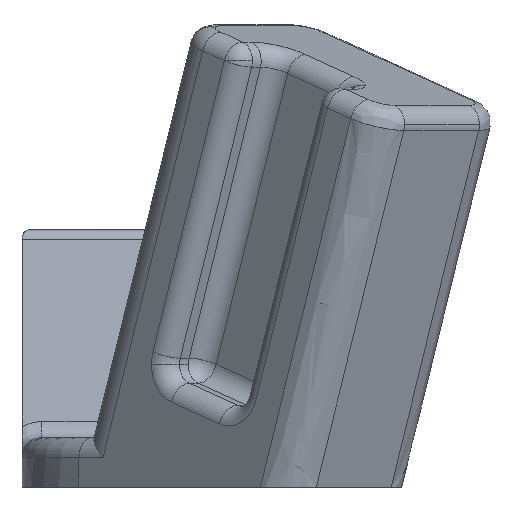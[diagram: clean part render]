
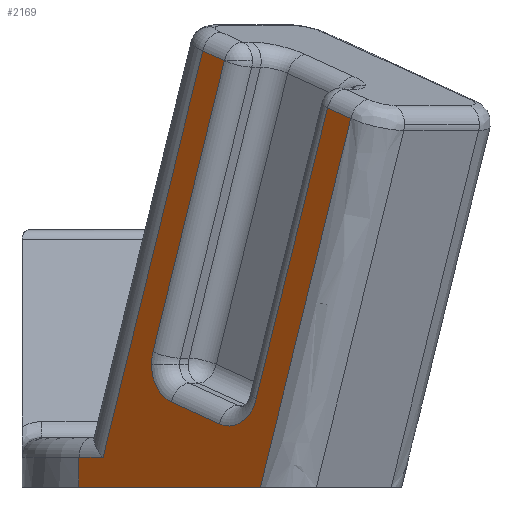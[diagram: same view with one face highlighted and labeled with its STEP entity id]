
A CAD part, left-side view. The second image highlights one B-rep face of the part: STEP entity #2169.
In plain terms, the highlighted planar face has unit normal (-0.733, 0.68, 0).
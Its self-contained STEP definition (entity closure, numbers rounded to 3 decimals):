
#20 = ORIENTED_EDGE ( 'NONE', *, *, #898, .F. ) ;
#54 = ORIENTED_EDGE ( 'NONE', *, *, #2264, .T. ) ;
#78 = EDGE_CURVE ( 'NONE', #675, #1913, #1002, .T. ) ;
#115 = DIRECTION ( 'NONE',  ( 0.733, -0.68, 0. ) ) ;
#123 = ORIENTED_EDGE ( 'NONE', *, *, #2439, .F. ) ;
#136 = CARTESIAN_POINT ( 'NONE',  ( -62.189, -20.665, 39.137 ) ) ;
#145 = DIRECTION ( 'NONE',  ( 0., 0., -1. ) ) ;
#253 = ORIENTED_EDGE ( 'NONE', *, *, #1863, .T. ) ;
#298 = LINE ( 'NONE', #739, #1302 ) ;
#301 = CARTESIAN_POINT ( 'NONE',  ( -43.078, -0.084, 12.397 ) ) ;
#306 = EDGE_LOOP ( 'NONE', ( #253, #1439, #1260, #1386, #123, #54, #2671, #2151, #2765, #1653, #20, #344, #1846 ) ) ;
#317 = EDGE_CURVE ( 'NONE', #2596, #556, #1941, .T. ) ;
#344 = ORIENTED_EDGE ( 'NONE', *, *, #2703, .T. ) ;
#380 = EDGE_CURVE ( 'NONE', #2721, #1172, #1678, .T. ) ;
#381 = VECTOR ( 'NONE', #2011, 1000. ) ;
#389 = DIRECTION ( 'NONE',  ( 0.216, 0.233, -0.948 ) ) ;
#459 = CARTESIAN_POINT ( 'NONE',  ( -49.453, -6.949, 6.383 ) ) ;
#515 = DIRECTION ( 'NONE',  ( 0.645, 0.695, 0.317 ) ) ;
#555 = VERTEX_POINT ( 'NONE', #2887 ) ;
#556 = VERTEX_POINT ( 'NONE', #1138 ) ;
#646 = CARTESIAN_POINT ( 'NONE',  ( -47.879, -5.254, 44.064 ) ) ;
#654 = VECTOR ( 'NONE', #1399, 1000. ) ;
#673 = CARTESIAN_POINT ( 'NONE',  ( -48.311, -5.719, 45.961 ) ) ;
#675 = VERTEX_POINT ( 'NONE', #2835 ) ;
#706 = AXIS2_PLACEMENT_3D ( 'NONE', #1051, #115, #869 ) ;
#735 = LINE ( 'NONE', #2505, #654 ) ;
#739 = CARTESIAN_POINT ( 'NONE',  ( -47.879, -5.254, 44.064 ) ) ;
#824 = DIRECTION ( 'NONE',  ( 0.68, 0.733, 0. ) ) ;
#850 = DIRECTION ( 'NONE',  ( -0.68, -0.733, 0. ) ) ;
#861 = CARTESIAN_POINT ( 'NONE',  ( -36.27, 7.248, 5. ) ) ;
#869 = DIRECTION ( 'NONE',  ( 0.68, 0.733, 0. ) ) ;
#888 = EDGE_CURVE ( 'NONE', #555, #675, #2839, .T. ) ;
#898 = EDGE_CURVE ( 'NONE', #1380, #2721, #937, .T. ) ;
#928 = VERTEX_POINT ( 'NONE', #1054 ) ;
#937 = CIRCLE ( 'NONE', #1633, 4. ) ;
#964 = DIRECTION ( 'NONE',  ( -0.216, -0.233, 0.948 ) ) ;
#995 = CARTESIAN_POINT ( 'NONE',  ( -37.88, 5.514, 12.074 ) ) ;
#1002 = LINE ( 'NONE', #2553, #2768 ) ;
#1051 = CARTESIAN_POINT ( 'NONE',  ( -36.27, 7.248, 5. ) ) ;
#1054 = CARTESIAN_POINT ( 'NONE',  ( -61.757, -20.2, 37.24 ) ) ;
#1106 = EDGE_CURVE ( 'NONE', #1469, #1303, #298, .T. ) ;
#1138 = CARTESIAN_POINT ( 'NONE',  ( -52.898, -10.659, 8.907 ) ) ;
#1150 = CARTESIAN_POINT ( 'NONE',  ( -58.3, -16.477, 38.94 ) ) ;
#1172 = VERTEX_POINT ( 'NONE', #1239 ) ;
#1199 = LINE ( 'NONE', #2291, #1220 ) ;
#1220 = VECTOR ( 'NONE', #964, 1000. ) ;
#1239 = CARTESIAN_POINT ( 'NONE',  ( -44.936, -2.085, 8.604 ) ) ;
#1260 = ORIENTED_EDGE ( 'NONE', *, *, #888, .T. ) ;
#1267 = VECTOR ( 'NONE', #2079, 1000. ) ;
#1288 = DIRECTION ( 'NONE',  ( 0.68, 0.733, 0. ) ) ;
#1302 = VECTOR ( 'NONE', #515, 1000. ) ;
#1303 = VERTEX_POINT ( 'NONE', #646 ) ;
#1380 = VERTEX_POINT ( 'NONE', #2154 ) ;
#1386 = ORIENTED_EDGE ( 'NONE', *, *, #78, .T. ) ;
#1399 = DIRECTION ( 'NONE',  ( 0.216, 0.233, -0.948 ) ) ;
#1417 = EDGE_CURVE ( 'NONE', #1811, #556, #735, .T. ) ;
#1439 = ORIENTED_EDGE ( 'NONE', *, *, #1932, .T. ) ;
#1469 = VERTEX_POINT ( 'NONE', #2520 ) ;
#1485 = EDGE_CURVE ( 'NONE', #2596, #1172, #2545, .T. ) ;
#1514 = CARTESIAN_POINT ( 'NONE',  ( -36.27, 7.248, 3. ) ) ;
#1558 = CARTESIAN_POINT ( 'NONE',  ( -38.53, 4.814, 3. ) ) ;
#1633 = AXIS2_PLACEMENT_3D ( 'NONE', #2623, #2823, #1954 ) ;
#1653 = ORIENTED_EDGE ( 'NONE', *, *, #380, .F. ) ;
#1659 = VERTEX_POINT ( 'NONE', #1558 ) ;
#1678 = CIRCLE ( 'NONE', #2696, 4. ) ;
#1698 = DIRECTION ( 'NONE',  ( -0.733, 0.68, 0. ) ) ;
#1708 = FACE_OUTER_BOUND ( 'NONE', #306, .T. ) ;
#1811 = VERTEX_POINT ( 'NONE', #2001 ) ;
#1846 = ORIENTED_EDGE ( 'NONE', *, *, #1106, .T. ) ;
#1863 = EDGE_CURVE ( 'NONE', #1303, #1659, #2669, .T. ) ;
#1913 = VERTEX_POINT ( 'NONE', #1975 ) ;
#1932 = EDGE_CURVE ( 'NONE', #1659, #555, #1961, .T. ) ;
#1933 = LINE ( 'NONE', #136, #1267 ) ;
#1941 = CIRCLE ( 'NONE', #2821, 4. ) ;
#1954 = DIRECTION ( 'NONE',  ( 0.68, 0.733, 0. ) ) ;
#1961 = LINE ( 'NONE', #1514, #2280 ) ;
#1971 = DIRECTION ( 'NONE',  ( -0.733, 0.68, 0. ) ) ;
#1975 = CARTESIAN_POINT ( 'NONE',  ( -53.278, -11.069, 0. ) ) ;
#2001 = CARTESIAN_POINT ( 'NONE',  ( -59.591, -17.867, 38.305 ) ) ;
#2011 = DIRECTION ( 'NONE',  ( 0.645, 0.695, 0.317 ) ) ;
#2079 = DIRECTION ( 'NONE',  ( 0.216, 0.233, -0.948 ) ) ;
#2099 = DIRECTION ( 'NONE',  ( 0.645, 0.695, 0.317 ) ) ;
#2151 = ORIENTED_EDGE ( 'NONE', *, *, #317, .F. ) ;
#2153 = PLANE ( 'NONE',  #706 ) ;
#2154 = CARTESIAN_POINT ( 'NONE',  ( -43.218, -0.235, 13.667 ) ) ;
#2169 = ADVANCED_FACE ( 'NONE', ( #1708 ), #2153, .F. ) ;
#2190 = DIRECTION ( 'NONE',  ( 0.68, 0.733, 0. ) ) ;
#2236 = VECTOR ( 'NONE', #389, 1000. ) ;
#2264 = EDGE_CURVE ( 'NONE', #928, #1811, #2726, .T. ) ;
#2280 = VECTOR ( 'NONE', #1288, 1000. ) ;
#2291 = CARTESIAN_POINT ( 'NONE',  ( -40.744, 2.429, 2.8 ) ) ;
#2411 = VECTOR ( 'NONE', #145, 1000. ) ;
#2414 = VECTOR ( 'NONE', #2099, 1000. ) ;
#2439 = EDGE_CURVE ( 'NONE', #928, #1913, #1933, .T. ) ;
#2505 = CARTESIAN_POINT ( 'NONE',  ( -50.423, -7.994, -1.96 ) ) ;
#2520 = CARTESIAN_POINT ( 'NONE',  ( -49.911, -7.443, 43.065 ) ) ;
#2545 = LINE ( 'NONE', #995, #2414 ) ;
#2553 = CARTESIAN_POINT ( 'NONE',  ( -36.27, 7.248, 0. ) ) ;
#2596 = VERTEX_POINT ( 'NONE', #459 ) ;
#2623 = CARTESIAN_POINT ( 'NONE',  ( -45.799, -3.015, 12.397 ) ) ;
#2638 = CARTESIAN_POINT ( 'NONE',  ( -50.316, -7.879, 10.176 ) ) ;
#2669 = LINE ( 'NONE', #673, #2236 ) ;
#2671 = ORIENTED_EDGE ( 'NONE', *, *, #1417, .T. ) ;
#2696 = AXIS2_PLACEMENT_3D ( 'NONE', #2824, #1971, #824 ) ;
#2703 = EDGE_CURVE ( 'NONE', #1380, #1469, #1199, .T. ) ;
#2721 = VERTEX_POINT ( 'NONE', #301 ) ;
#2726 = LINE ( 'NONE', #1150, #381 ) ;
#2765 = ORIENTED_EDGE ( 'NONE', *, *, #1485, .T. ) ;
#2768 = VECTOR ( 'NONE', #850, 1000. ) ;
#2821 = AXIS2_PLACEMENT_3D ( 'NONE', #2638, #1698, #2190 ) ;
#2823 = DIRECTION ( 'NONE',  ( -0.733, 0.68, 0. ) ) ;
#2824 = CARTESIAN_POINT ( 'NONE',  ( -45.799, -3.015, 12.397 ) ) ;
#2835 = CARTESIAN_POINT ( 'NONE',  ( -36.27, 7.248, 0. ) ) ;
#2839 = LINE ( 'NONE', #861, #2411 ) ;
#2887 = CARTESIAN_POINT ( 'NONE',  ( -36.27, 7.248, 3. ) ) ;
